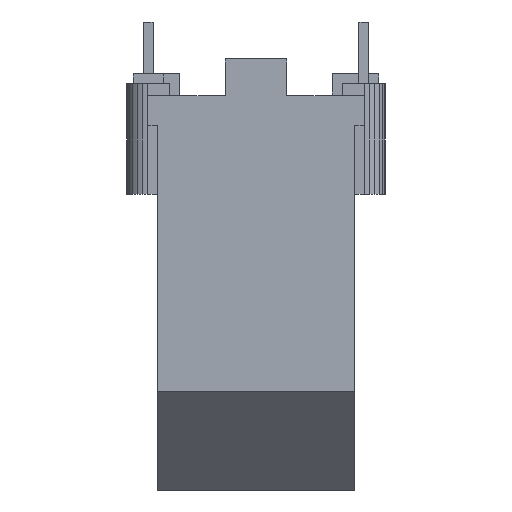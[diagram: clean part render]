
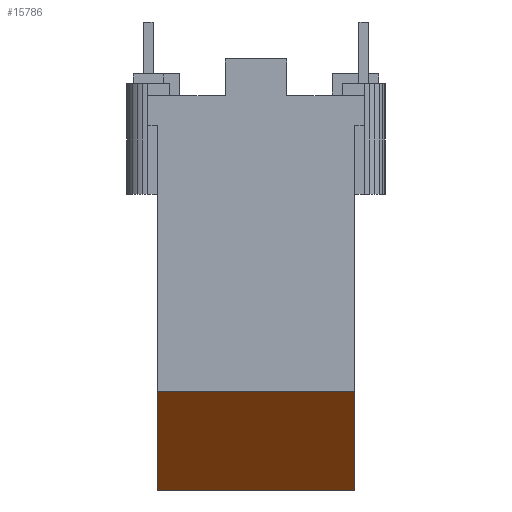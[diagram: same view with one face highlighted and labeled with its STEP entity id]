
A CAD part, front view. The second image highlights one B-rep face of the part: STEP entity #15786.
In plain terms, the highlighted planar face has unit normal (0, -0.707, -0.707).
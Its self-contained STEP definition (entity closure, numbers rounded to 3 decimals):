
#7168 = PLANE('',#7169);
#7169 = AXIS2_PLACEMENT_3D('',#7170,#7171,#7172);
#7170 = CARTESIAN_POINT('',(-2.5,31.491,29.6));
#7171 = DIRECTION('',(-1.,0.,0.));
#7172 = DIRECTION('',(0.,0.,-1.));
#9852 = VERTEX_POINT('',#9853);
#9853 = CARTESIAN_POINT('',(-2.5,8.,0.));
#9867 = PLANE('',#9868);
#9868 = AXIS2_PLACEMENT_3D('',#9869,#9870,#9871);
#9869 = CARTESIAN_POINT('',(-2.5,8.,0.));
#9870 = DIRECTION('',(0.,0.,-1.));
#9871 = DIRECTION('',(-1.,0.,0.));
#9879 = EDGE_CURVE('',#9880,#9852,#9882,.T.);
#9880 = VERTEX_POINT('',#9881);
#9881 = CARTESIAN_POINT('',(-2.5,0.,8.));
#9882 = SURFACE_CURVE('',#9883,(#9887,#9894),.PCURVE_S1.);
#9883 = LINE('',#9884,#9885);
#9884 = CARTESIAN_POINT('',(-2.5,0.,8.));
#9885 = VECTOR('',#9886,1.);
#9886 = DIRECTION('',(0.,0.707,-0.707));
#9887 = PCURVE('',#7168,#9888);
#9888 = DEFINITIONAL_REPRESENTATION('',(#9889),#9893);
#9889 = LINE('',#9890,#9891);
#9890 = CARTESIAN_POINT('',(21.6,31.491));
#9891 = VECTOR('',#9892,1.);
#9892 = DIRECTION('',(0.707,-0.707));
#9893 = ( GEOMETRIC_REPRESENTATION_CONTEXT(2) 
PARAMETRIC_REPRESENTATION_CONTEXT() REPRESENTATION_CONTEXT('2D SPACE',''
  ) );
#9894 = PCURVE('',#9895,#9900);
#9895 = PLANE('',#9896);
#9896 = AXIS2_PLACEMENT_3D('',#9897,#9898,#9899);
#9897 = CARTESIAN_POINT('',(-2.5,0.,8.));
#9898 = DIRECTION('',(0.,-0.707,
    -0.707));
#9899 = DIRECTION('',(0.,0.707,-0.707));
#9900 = DEFINITIONAL_REPRESENTATION('',(#9901),#9905);
#9901 = LINE('',#9902,#9903);
#9902 = CARTESIAN_POINT('',(0.,0.));
#9903 = VECTOR('',#9904,1.);
#9904 = DIRECTION('',(1.,0.));
#9905 = ( GEOMETRIC_REPRESENTATION_CONTEXT(2) 
PARAMETRIC_REPRESENTATION_CONTEXT() REPRESENTATION_CONTEXT('2D SPACE',''
  ) );
#9923 = PLANE('',#9924);
#9924 = AXIS2_PLACEMENT_3D('',#9925,#9926,#9927);
#9925 = CARTESIAN_POINT('',(-2.5,0.,8.));
#9926 = DIRECTION('',(0.,-1.,0.));
#9927 = DIRECTION('',(0.,0.,-1.));
#15786 = ADVANCED_FACE('',(#15787),#9895,.T.);
#15787 = FACE_BOUND('',#15788,.T.);
#15788 = EDGE_LOOP('',(#15789,#15790,#15813,#15841));
#15789 = ORIENTED_EDGE('',*,*,#9879,.T.);
#15790 = ORIENTED_EDGE('',*,*,#15791,.F.);
#15791 = EDGE_CURVE('',#15792,#9852,#15794,.T.);
#15792 = VERTEX_POINT('',#15793);
#15793 = CARTESIAN_POINT('',(13.5,8.,0.));
#15794 = SURFACE_CURVE('',#15795,(#15799,#15806),.PCURVE_S1.);
#15795 = LINE('',#15796,#15797);
#15796 = CARTESIAN_POINT('',(13.5,8.,0.));
#15797 = VECTOR('',#15798,1.);
#15798 = DIRECTION('',(-1.,0.,0.));
#15799 = PCURVE('',#9895,#15800);
#15800 = DEFINITIONAL_REPRESENTATION('',(#15801),#15805);
#15801 = LINE('',#15802,#15803);
#15802 = CARTESIAN_POINT('',(11.314,16.));
#15803 = VECTOR('',#15804,1.);
#15804 = DIRECTION('',(0.,-1.));
#15805 = ( GEOMETRIC_REPRESENTATION_CONTEXT(2) 
PARAMETRIC_REPRESENTATION_CONTEXT() REPRESENTATION_CONTEXT('2D SPACE',''
  ) );
#15806 = PCURVE('',#9867,#15807);
#15807 = DEFINITIONAL_REPRESENTATION('',(#15808),#15812);
#15808 = LINE('',#15809,#15810);
#15809 = CARTESIAN_POINT('',(-16.,0.));
#15810 = VECTOR('',#15811,1.);
#15811 = DIRECTION('',(1.,0.));
#15812 = ( GEOMETRIC_REPRESENTATION_CONTEXT(2) 
PARAMETRIC_REPRESENTATION_CONTEXT() REPRESENTATION_CONTEXT('2D SPACE',''
  ) );
#15813 = ORIENTED_EDGE('',*,*,#15814,.T.);
#15814 = EDGE_CURVE('',#15792,#15815,#15817,.T.);
#15815 = VERTEX_POINT('',#15816);
#15816 = CARTESIAN_POINT('',(13.5,0.,8.));
#15817 = SURFACE_CURVE('',#15818,(#15822,#15829),.PCURVE_S1.);
#15818 = LINE('',#15819,#15820);
#15819 = CARTESIAN_POINT('',(13.5,8.,0.));
#15820 = VECTOR('',#15821,1.);
#15821 = DIRECTION('',(0.,-0.707,0.707));
#15822 = PCURVE('',#9895,#15823);
#15823 = DEFINITIONAL_REPRESENTATION('',(#15824),#15828);
#15824 = LINE('',#15825,#15826);
#15825 = CARTESIAN_POINT('',(11.314,16.));
#15826 = VECTOR('',#15827,1.);
#15827 = DIRECTION('',(-1.,0.));
#15828 = ( GEOMETRIC_REPRESENTATION_CONTEXT(2) 
PARAMETRIC_REPRESENTATION_CONTEXT() REPRESENTATION_CONTEXT('2D SPACE',''
  ) );
#15829 = PCURVE('',#15830,#15835);
#15830 = PLANE('',#15831);
#15831 = AXIS2_PLACEMENT_3D('',#15832,#15833,#15834);
#15832 = CARTESIAN_POINT('',(13.5,24.,0.));
#15833 = DIRECTION('',(1.,0.,0.));
#15834 = DIRECTION('',(0.,0.,1.));
#15835 = DEFINITIONAL_REPRESENTATION('',(#15836),#15840);
#15836 = LINE('',#15837,#15838);
#15837 = CARTESIAN_POINT('',(0.,16.));
#15838 = VECTOR('',#15839,1.);
#15839 = DIRECTION('',(0.707,0.707));
#15840 = ( GEOMETRIC_REPRESENTATION_CONTEXT(2) 
PARAMETRIC_REPRESENTATION_CONTEXT() REPRESENTATION_CONTEXT('2D SPACE',''
  ) );
#15841 = ORIENTED_EDGE('',*,*,#15842,.F.);
#15842 = EDGE_CURVE('',#9880,#15815,#15843,.T.);
#15843 = SURFACE_CURVE('',#15844,(#15848,#15855),.PCURVE_S1.);
#15844 = LINE('',#15845,#15846);
#15845 = CARTESIAN_POINT('',(-2.5,0.,8.));
#15846 = VECTOR('',#15847,1.);
#15847 = DIRECTION('',(1.,0.,0.));
#15848 = PCURVE('',#9895,#15849);
#15849 = DEFINITIONAL_REPRESENTATION('',(#15850),#15854);
#15850 = LINE('',#15851,#15852);
#15851 = CARTESIAN_POINT('',(0.,0.));
#15852 = VECTOR('',#15853,1.);
#15853 = DIRECTION('',(0.,1.));
#15854 = ( GEOMETRIC_REPRESENTATION_CONTEXT(2) 
PARAMETRIC_REPRESENTATION_CONTEXT() REPRESENTATION_CONTEXT('2D SPACE',''
  ) );
#15855 = PCURVE('',#9923,#15856);
#15856 = DEFINITIONAL_REPRESENTATION('',(#15857),#15861);
#15857 = LINE('',#15858,#15859);
#15858 = CARTESIAN_POINT('',(0.,0.));
#15859 = VECTOR('',#15860,1.);
#15860 = DIRECTION('',(0.,1.));
#15861 = ( GEOMETRIC_REPRESENTATION_CONTEXT(2) 
PARAMETRIC_REPRESENTATION_CONTEXT() REPRESENTATION_CONTEXT('2D SPACE',''
  ) );
